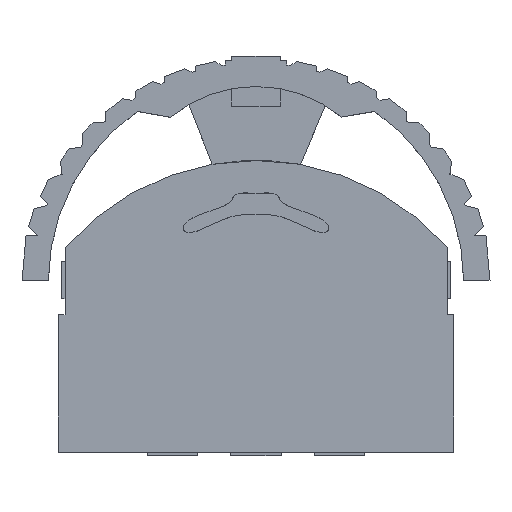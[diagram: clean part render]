
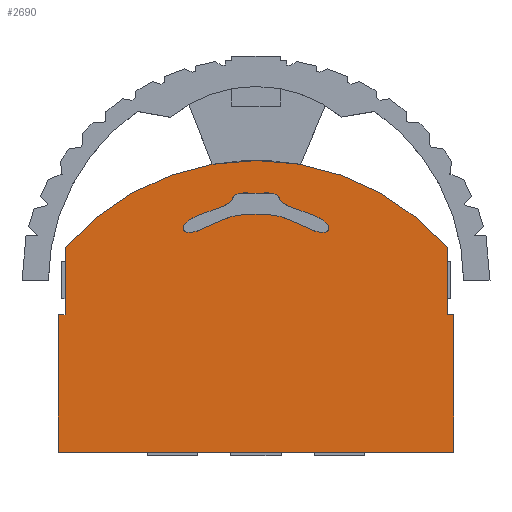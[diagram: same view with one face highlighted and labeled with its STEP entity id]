
A CAD part, top view. The second image highlights one B-rep face of the part: STEP entity #2690.
In plain terms, the highlighted planar face has unit normal (0, 0, 1).
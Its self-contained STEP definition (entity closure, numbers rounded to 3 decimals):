
#16=B_SPLINE_CURVE_WITH_KNOTS('',13,(#3903,#3904,#3905,#3906,#3907,#3908,
#3909,#3910,#3911,#3912,#3913,#3914,#3915,#3916),.UNSPECIFIED.,.F.,.F.,
(14,14),(0.,1.),.UNSPECIFIED.);
#17=B_SPLINE_CURVE_WITH_KNOTS('',13,(#3917,#3918,#3919,#3920,#3921,#3922,
#3923,#3924,#3925,#3926,#3927,#3928,#3929,#3930),.UNSPECIFIED.,.F.,.F.,
(14,14),(0.,1.),.UNSPECIFIED.);
#20=PLANE('',#2877);
#149=FACE_BOUND('',#308,.T.);
#167=FACE_OUTER_BOUND('',#307,.T.);
#307=EDGE_LOOP('',(#1918,#1919,#1920,#1921,#1922,#1923,#1924,#1925));
#308=EDGE_LOOP('',(#1926,#1927));
#466=LINE('',#3890,#816);
#467=LINE('',#3892,#817);
#468=LINE('',#3894,#818);
#469=LINE('',#3896,#819);
#470=LINE('',#3897,#820);
#471=LINE('',#3899,#821);
#472=LINE('',#3900,#822);
#816=VECTOR('',#3150,1000.);
#817=VECTOR('',#3151,1000.);
#818=VECTOR('',#3152,1000.);
#819=VECTOR('',#3153,1000.);
#820=VECTOR('',#3154,1000.);
#821=VECTOR('',#3155,1000.);
#822=VECTOR('',#3156,1000.);
#1163=CIRCLE('',#2874,7.549);
#1242=VERTEX_POINT('',#3874);
#1243=VERTEX_POINT('',#3876);
#1248=VERTEX_POINT('',#3888);
#1249=VERTEX_POINT('',#3889);
#1250=VERTEX_POINT('',#3891);
#1251=VERTEX_POINT('',#3893);
#1252=VERTEX_POINT('',#3895);
#1253=VERTEX_POINT('',#3898);
#1254=VERTEX_POINT('',#3901);
#1255=VERTEX_POINT('',#3902);
#1510=EDGE_CURVE('',#1243,#1242,#1163,.T.);
#1516=EDGE_CURVE('',#1248,#1249,#466,.T.);
#1517=EDGE_CURVE('',#1249,#1250,#467,.T.);
#1518=EDGE_CURVE('',#1250,#1251,#468,.T.);
#1519=EDGE_CURVE('',#1251,#1252,#469,.T.);
#1520=EDGE_CURVE('',#1252,#1243,#470,.T.);
#1521=EDGE_CURVE('',#1242,#1253,#471,.T.);
#1522=EDGE_CURVE('',#1253,#1248,#472,.T.);
#1523=EDGE_CURVE('',#1254,#1255,#16,.T.);
#1524=EDGE_CURVE('',#1254,#1255,#17,.T.);
#1918=ORIENTED_EDGE('',*,*,#1516,.T.);
#1919=ORIENTED_EDGE('',*,*,#1517,.T.);
#1920=ORIENTED_EDGE('',*,*,#1518,.T.);
#1921=ORIENTED_EDGE('',*,*,#1519,.T.);
#1922=ORIENTED_EDGE('',*,*,#1520,.T.);
#1923=ORIENTED_EDGE('',*,*,#1510,.T.);
#1924=ORIENTED_EDGE('',*,*,#1521,.T.);
#1925=ORIENTED_EDGE('',*,*,#1522,.T.);
#1926=ORIENTED_EDGE('',*,*,#1523,.F.);
#1927=ORIENTED_EDGE('',*,*,#1524,.T.);
#2690=ADVANCED_FACE('',(#167,#149),#20,.F.);
#2874=AXIS2_PLACEMENT_3D('',#3877,#3139,#3140);
#2877=AXIS2_PLACEMENT_3D('',#3887,#3148,#3149);
#3139=DIRECTION('center_axis',(0.,0.,1.));
#3140=DIRECTION('ref_axis',(-1.,0.,0.));
#3148=DIRECTION('center_axis',(0.,0.,-1.));
#3149=DIRECTION('ref_axis',(-1.,0.,0.));
#3150=DIRECTION('',(0.,-1.,0.));
#3151=DIRECTION('',(1.,0.,0.));
#3152=DIRECTION('',(0.,1.,0.));
#3153=DIRECTION('',(-1.,0.,0.));
#3154=DIRECTION('',(0.,1.,0.));
#3155=DIRECTION('',(0.,-1.,0.));
#3156=DIRECTION('',(-1.,0.,0.));
#3874=CARTESIAN_POINT('',(0.203,6.1,2.3));
#3876=CARTESIAN_POINT('',(11.603,6.1,2.3));
#3877=CARTESIAN_POINT('Origin',(5.903,1.151,2.3));
#3887=CARTESIAN_POINT('Origin',(0.,0.,2.3));
#3888=CARTESIAN_POINT('',(0.,4.1,2.3));
#3889=CARTESIAN_POINT('',(0.,0.,2.3));
#3890=CARTESIAN_POINT('',(0.,0.,2.3));
#3891=CARTESIAN_POINT('',(11.8,0.,2.3));
#3892=CARTESIAN_POINT('',(0.,0.,2.3));
#3893=CARTESIAN_POINT('',(11.8,4.1,2.3));
#3894=CARTESIAN_POINT('',(11.8,0.,2.3));
#3895=CARTESIAN_POINT('',(11.603,4.1,2.3));
#3896=CARTESIAN_POINT('',(0.,4.1,2.3));
#3897=CARTESIAN_POINT('',(11.603,4.1,2.3));
#3898=CARTESIAN_POINT('',(0.203,4.1,2.3));
#3899=CARTESIAN_POINT('',(0.203,4.1,2.3));
#3900=CARTESIAN_POINT('',(0.,4.1,2.3));
#3901=CARTESIAN_POINT('',(5.9,7.095,2.3));
#3902=CARTESIAN_POINT('',(5.9,7.725,2.3));
#3903=CARTESIAN_POINT('Ctrl Pts',(5.9,7.095,2.3));
#3904=CARTESIAN_POINT('Ctrl Pts',(6.18,7.111,2.3));
#3905=CARTESIAN_POINT('Ctrl Pts',(6.944,7.062,2.3));
#3906=CARTESIAN_POINT('Ctrl Pts',(7.048,7.113,2.3));
#3907=CARTESIAN_POINT('Ctrl Pts',(7.845,6.282,2.3));
#3908=CARTESIAN_POINT('Ctrl Pts',(7.344,6.146,2.3));
#3909=CARTESIAN_POINT('Ctrl Pts',(9.575,6.121,2.3));
#3910=CARTESIAN_POINT('Ctrl Pts',(7.931,7.158,2.3));
#3911=CARTESIAN_POINT('Ctrl Pts',(8.131,7.088,2.3));
#3912=CARTESIAN_POINT('Ctrl Pts',(7.731,7.229,2.3));
#3913=CARTESIAN_POINT('Ctrl Pts',(6.351,7.255,2.3));
#3914=CARTESIAN_POINT('Ctrl Pts',(5.9,7.32,2.3));
#3915=CARTESIAN_POINT('Ctrl Pts',(7.473,7.823,2.3));
#3916=CARTESIAN_POINT('Ctrl Pts',(5.9,7.725,2.3));
#3917=CARTESIAN_POINT('Ctrl Pts',(5.9,7.095,2.3));
#3918=CARTESIAN_POINT('Ctrl Pts',(5.62,7.111,2.3));
#3919=CARTESIAN_POINT('Ctrl Pts',(4.856,7.062,2.3));
#3920=CARTESIAN_POINT('Ctrl Pts',(4.752,7.113,2.3));
#3921=CARTESIAN_POINT('Ctrl Pts',(3.955,6.282,2.3));
#3922=CARTESIAN_POINT('Ctrl Pts',(4.456,6.146,2.3));
#3923=CARTESIAN_POINT('Ctrl Pts',(2.225,6.121,2.3));
#3924=CARTESIAN_POINT('Ctrl Pts',(3.869,7.158,2.3));
#3925=CARTESIAN_POINT('Ctrl Pts',(3.669,7.088,2.3));
#3926=CARTESIAN_POINT('Ctrl Pts',(4.069,7.229,2.3));
#3927=CARTESIAN_POINT('Ctrl Pts',(5.449,7.255,2.3));
#3928=CARTESIAN_POINT('Ctrl Pts',(5.9,7.32,2.3));
#3929=CARTESIAN_POINT('Ctrl Pts',(4.327,7.823,2.3));
#3930=CARTESIAN_POINT('Ctrl Pts',(5.9,7.725,2.3));
